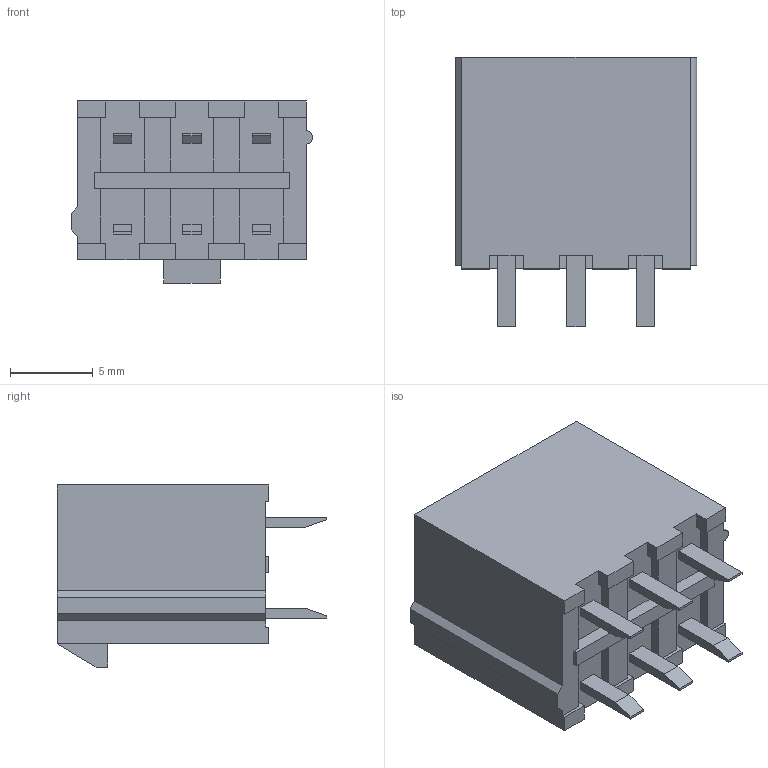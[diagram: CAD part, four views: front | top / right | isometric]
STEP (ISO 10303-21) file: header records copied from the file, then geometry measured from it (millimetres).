
FILE_DESCRIPTION(/* description */ (''),/* implementation_level */ '2;1');
FILE_NAME(/* name */ '039288060_stp.stp',/* time_stamp */ '2021-08-29T15:36:34-05:00',/* author */ (''),/* organization */ (''),/* preprocessor_version */ 'ST-DEVELOPER v16.7',/* originating_system */ 'SIEMENS PLM Software NX 1926',/* authorisation */ '');
FILE_SCHEMA (('AUTOMOTIVE_DESIGN { 1 0 10303 214 3 1 1 1 }'));
Length unit declared in the file: millimetre
Products named in the file (1): 039288060_stp
Bounding box: 14.6 x 16.3 x 11 mm (x, y, z)
Volume: 1029.7 mm3; surface area: 1918.6 mm2
Topology: 1 solids, 1 shells, 181 faces, 481 edges, 320 vertices
Faces by surface type: plane 180, cylinder 1
Entity records: 6030 total; most frequent: CARTESIAN_POINT 983, ORIENTED_EDGE 962, DIRECTION 847, EDGE_CURVE 481, LINE 479, VECTOR 479, VERTEX_POINT 320, EDGE_LOOP 199
